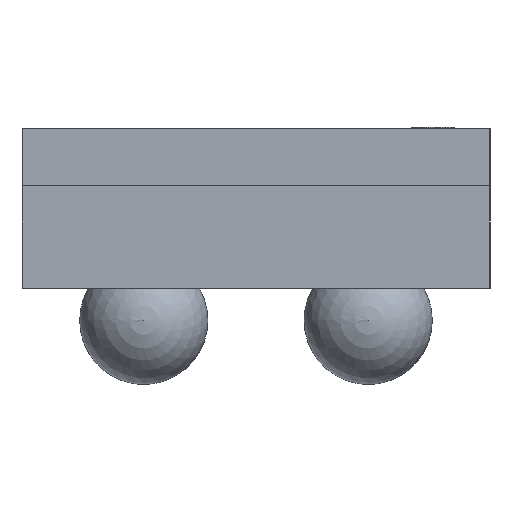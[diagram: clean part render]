
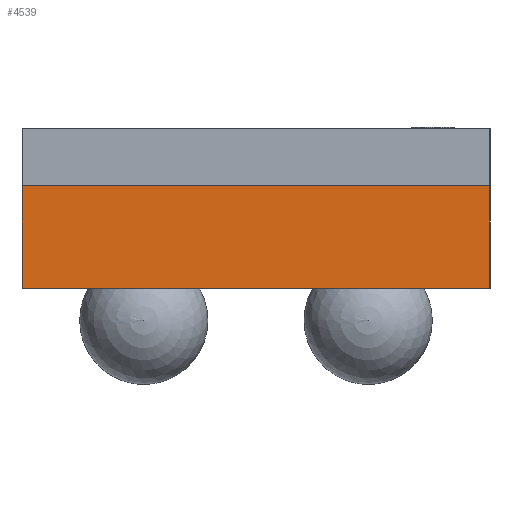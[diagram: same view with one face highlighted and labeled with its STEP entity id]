
A CAD part, left-side view. The second image highlights one B-rep face of the part: STEP entity #4539.
In plain terms, the highlighted planar face has unit normal (-1, 0, 0).
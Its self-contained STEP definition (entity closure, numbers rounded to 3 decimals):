
#469 = DIRECTION ( 'NONE',  ( 0., 0., -1. ) ) ;
#531 = VERTEX_POINT ( 'NONE', #5200 ) ;
#1420 = ORIENTED_EDGE ( 'NONE', *, *, #10179, .F. ) ;
#1428 = VECTOR ( 'NONE', #14419, 1000. ) ;
#1544 = DIRECTION ( 'NONE',  ( 1., 0., 0. ) ) ;
#1648 = CARTESIAN_POINT ( 'NONE',  ( -0.365, 0.365, 0.15 ) ) ;
#1844 = CARTESIAN_POINT ( 'NONE',  ( -0.365, 0.365, 0.15 ) ) ;
#2204 = VERTEX_POINT ( 'NONE', #1648 ) ;
#2510 = LINE ( 'NONE', #8696, #1428 ) ;
#2561 = CARTESIAN_POINT ( 'NONE',  ( -0.365, -0.365, -0.01 ) ) ;
#3576 = EDGE_LOOP ( 'NONE', ( #8240, #13012, #1420, #8540 ) ) ;
#4539 = ADVANCED_FACE ( 'NONE', ( #10825 ), #10584, .F. ) ;
#5200 = CARTESIAN_POINT ( 'NONE',  ( -0.365, 0.365, -0.01 ) ) ;
#5967 = CARTESIAN_POINT ( 'NONE',  ( -0.365, 0.365, 0.15 ) ) ;
#6037 = VECTOR ( 'NONE', #6118, 1000. ) ;
#6118 = DIRECTION ( 'NONE',  ( 0., -1., 0. ) ) ;
#6767 = EDGE_CURVE ( 'NONE', #10411, #531, #14541, .T. ) ;
#7228 = VERTEX_POINT ( 'NONE', #8570 ) ;
#7362 = VECTOR ( 'NONE', #9747, 1000. ) ;
#7589 = CARTESIAN_POINT ( 'NONE',  ( -0.365, -0.365, -0.01 ) ) ;
#7649 = DIRECTION ( 'NONE',  ( 0., 1., 0. ) ) ;
#8240 = ORIENTED_EDGE ( 'NONE', *, *, #13852, .T. ) ;
#8323 = VECTOR ( 'NONE', #469, 1000. ) ;
#8540 = ORIENTED_EDGE ( 'NONE', *, *, #8926, .F. ) ;
#8570 = CARTESIAN_POINT ( 'NONE',  ( -0.365, -0.365, 0.15 ) ) ;
#8696 = CARTESIAN_POINT ( 'NONE',  ( -0.365, -0.365, 0.15 ) ) ;
#8926 = EDGE_CURVE ( 'NONE', #2204, #7228, #10934, .T. ) ;
#9747 = DIRECTION ( 'NONE',  ( 0., 1., 0. ) ) ;
#10179 = EDGE_CURVE ( 'NONE', #7228, #10411, #2510, .T. ) ;
#10411 = VERTEX_POINT ( 'NONE', #2561 ) ;
#10584 = PLANE ( 'NONE',  #12687 ) ;
#10825 = FACE_OUTER_BOUND ( 'NONE', #3576, .T. ) ;
#10910 = CARTESIAN_POINT ( 'NONE',  ( -0.365, 0.365, 0.15 ) ) ;
#10934 = LINE ( 'NONE', #5967, #6037 ) ;
#11158 = LINE ( 'NONE', #1844, #8323 ) ;
#12687 = AXIS2_PLACEMENT_3D ( 'NONE', #10910, #1544, #7649 ) ;
#13012 = ORIENTED_EDGE ( 'NONE', *, *, #6767, .F. ) ;
#13852 = EDGE_CURVE ( 'NONE', #2204, #531, #11158, .T. ) ;
#14419 = DIRECTION ( 'NONE',  ( 0., 0., -1. ) ) ;
#14541 = LINE ( 'NONE', #7589, #7362 ) ;
